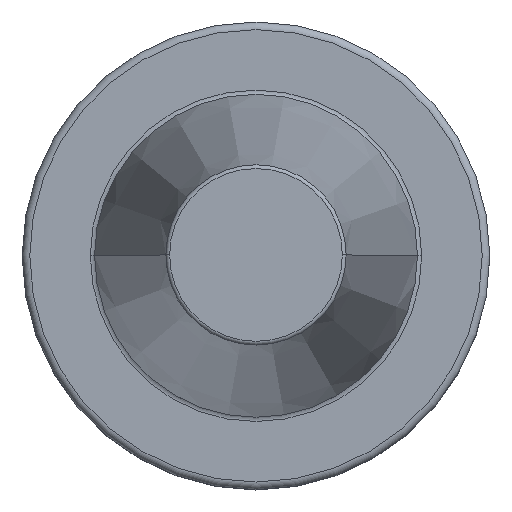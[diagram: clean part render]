
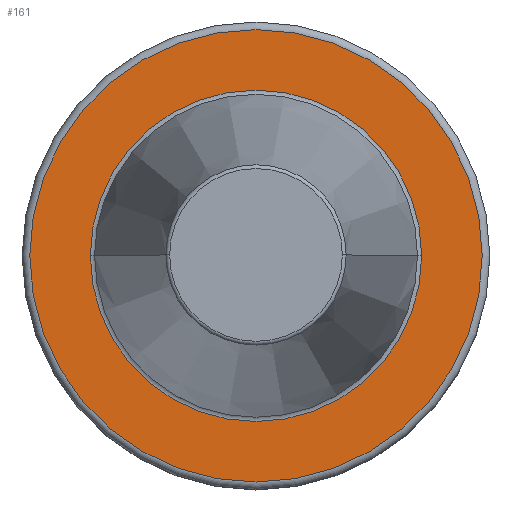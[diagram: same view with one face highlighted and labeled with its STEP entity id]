
A CAD part, top view. The second image highlights one B-rep face of the part: STEP entity #161.
In plain terms, the highlighted planar face has unit normal (0, 0, 1).
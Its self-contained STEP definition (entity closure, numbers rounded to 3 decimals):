
#161=ADVANCED_FACE('',(#192,#193),#182,.F.);
#182=PLANE('',#677);
#192=FACE_BOUND('',#221,.T.);
#193=FACE_BOUND('',#222,.T.);
#221=EDGE_LOOP('',(#327));
#222=EDGE_LOOP('',(#328,#329));
#327=ORIENTED_EDGE('',*,*,#498,.T.);
#328=ORIENTED_EDGE('',*,*,#499,.F.);
#329=ORIENTED_EDGE('',*,*,#473,.F.);
#421=VERTEX_POINT('',#1008);
#422=VERTEX_POINT('',#1010);
#434=VERTEX_POINT('',#1059);
#473=EDGE_CURVE('',#421,#422,#544,.T.);
#498=EDGE_CURVE('',#434,#434,#561,.T.);
#499=EDGE_CURVE('',#422,#421,#562,.T.);
#544=CIRCLE('',#646,16.291);
#561=CIRCLE('',#675,22.24);
#562=CIRCLE('',#676,16.291);
#646=AXIS2_PLACEMENT_3D('',#1009,#797,#798);
#675=AXIS2_PLACEMENT_3D('',#1058,#863,#864);
#676=AXIS2_PLACEMENT_3D('',#1060,#865,#866);
#677=AXIS2_PLACEMENT_3D('',#1061,#867,#868);
#797=DIRECTION('',(0.,0.,1.));
#798=DIRECTION('',(1.,0.,0.));
#863=DIRECTION('',(0.,0.,1.));
#864=DIRECTION('',(-1.,0.,0.));
#865=DIRECTION('',(0.,0.,1.));
#866=DIRECTION('',(1.,0.,0.));
#867=DIRECTION('',(0.,0.,-1.));
#868=DIRECTION('',(1.,0.,0.));
#1008=CARTESIAN_POINT('',(-16.291,0.,-2.));
#1009=CARTESIAN_POINT('',(0.,0.,-2.));
#1010=CARTESIAN_POINT('',(16.291,0.,-2.));
#1058=CARTESIAN_POINT('',(0.,0.,-2.));
#1059=CARTESIAN_POINT('',(-22.24,0.,-2.));
#1060=CARTESIAN_POINT('',(0.,0.,-2.));
#1061=CARTESIAN_POINT('',(0.,16.291,-2.));
